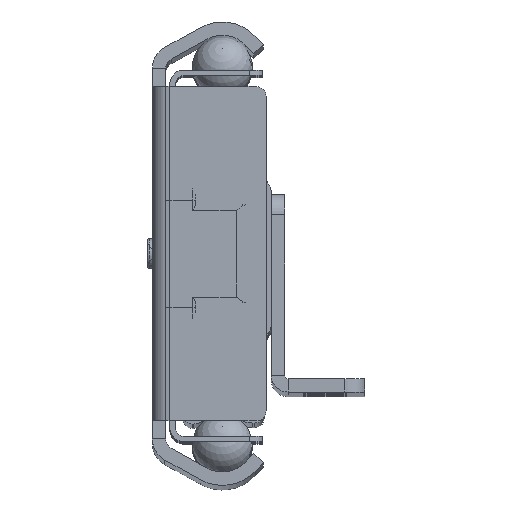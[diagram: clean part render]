
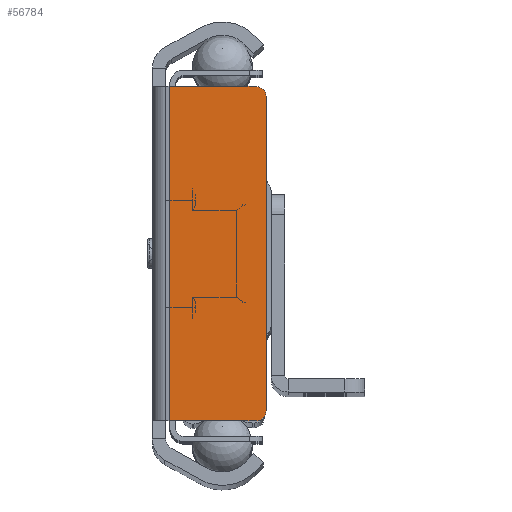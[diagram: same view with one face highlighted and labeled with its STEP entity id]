
A CAD part, top view. The second image highlights one B-rep face of the part: STEP entity #56784.
In plain terms, the highlighted planar face has unit normal (0, 0, 1).
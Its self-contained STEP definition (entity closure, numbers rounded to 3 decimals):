
#1365=PLANE('',#60120);
#4127=FACE_OUTER_BOUND('',#7036,.T.);
#7036=EDGE_LOOP('',(#38224,#38225,#38226,#38227,#38228,#38229));
#10229=LINE('',#84790,#15114);
#10235=LINE('',#84806,#15120);
#10256=LINE('',#84860,#15141);
#10257=LINE('',#84864,#15142);
#15114=VECTOR('',#66951,10.);
#15120=VECTOR('',#66967,10.);
#15141=VECTOR('',#67012,10.);
#15142=VECTOR('',#67019,1.38);
#19960=CIRCLE('',#60093,1.5);
#19963=CIRCLE('',#60099,1.5);
#23071=VERTEX_POINT('',#84777);
#23072=VERTEX_POINT('',#84778);
#23076=VERTEX_POINT('',#84788);
#23080=VERTEX_POINT('',#84800);
#23081=VERTEX_POINT('',#84804);
#23102=VERTEX_POINT('',#84859);
#29014=EDGE_CURVE('',#23071,#23072,#19960,.T.);
#29020=EDGE_CURVE('',#23076,#23071,#10229,.T.);
#29025=EDGE_CURVE('',#23080,#23076,#19963,.T.);
#29028=EDGE_CURVE('',#23081,#23080,#10235,.T.);
#29053=EDGE_CURVE('',#23081,#23102,#10256,.T.);
#29056=EDGE_CURVE('',#23072,#23102,#10257,.T.);
#38224=ORIENTED_EDGE('',*,*,#29014,.F.);
#38225=ORIENTED_EDGE('',*,*,#29020,.F.);
#38226=ORIENTED_EDGE('',*,*,#29025,.F.);
#38227=ORIENTED_EDGE('',*,*,#29028,.F.);
#38228=ORIENTED_EDGE('',*,*,#29053,.T.);
#38229=ORIENTED_EDGE('',*,*,#29056,.F.);
#56784=ADVANCED_FACE('',(#4127),#1365,.F.);
#60093=AXIS2_PLACEMENT_3D('',#84779,#66941,#66942);
#60099=AXIS2_PLACEMENT_3D('',#84801,#66961,#66962);
#60120=AXIS2_PLACEMENT_3D('',#84874,#67031,#67032);
#66941=DIRECTION('center_axis',(0.,0.,
-1.));
#66942=DIRECTION('ref_axis',(0.707,-0.707,0.));
#66951=DIRECTION('',(0.,-1.,0.));
#66961=DIRECTION('center_axis',(0.,0.,
-1.));
#66962=DIRECTION('ref_axis',(0.707,0.707,0.));
#66967=DIRECTION('',(1.,0.,0.));
#67012=DIRECTION('',(0.,-1.,0.));
#67019=DIRECTION('',(-1.,0.,0.));
#67031=DIRECTION('center_axis',(0.,0.,
-1.));
#67032=DIRECTION('ref_axis',(0.,1.,0.));
#84777=CARTESIAN_POINT('',(6.55,-23.5,400.));
#84778=CARTESIAN_POINT('',(5.05,-25.,400.));
#84779=CARTESIAN_POINT('Origin',(5.05,-23.5,400.));
#84788=CARTESIAN_POINT('',(6.55,23.5,400.));
#84790=CARTESIAN_POINT('',(6.55,25.,400.));
#84800=CARTESIAN_POINT('',(5.05,25.,400.));
#84801=CARTESIAN_POINT('Origin',(5.05,23.5,400.));
#84804=CARTESIAN_POINT('',(-7.95,25.,400.));
#84806=CARTESIAN_POINT('',(-7.95,25.,400.));
#84859=CARTESIAN_POINT('',(-7.95,-25.,400.));
#84860=CARTESIAN_POINT('',(-7.95,0.,400.));
#84864=CARTESIAN_POINT('',(-12.286,-25.,400.));
#84874=CARTESIAN_POINT('Origin',(-7.95,-25.,400.));
